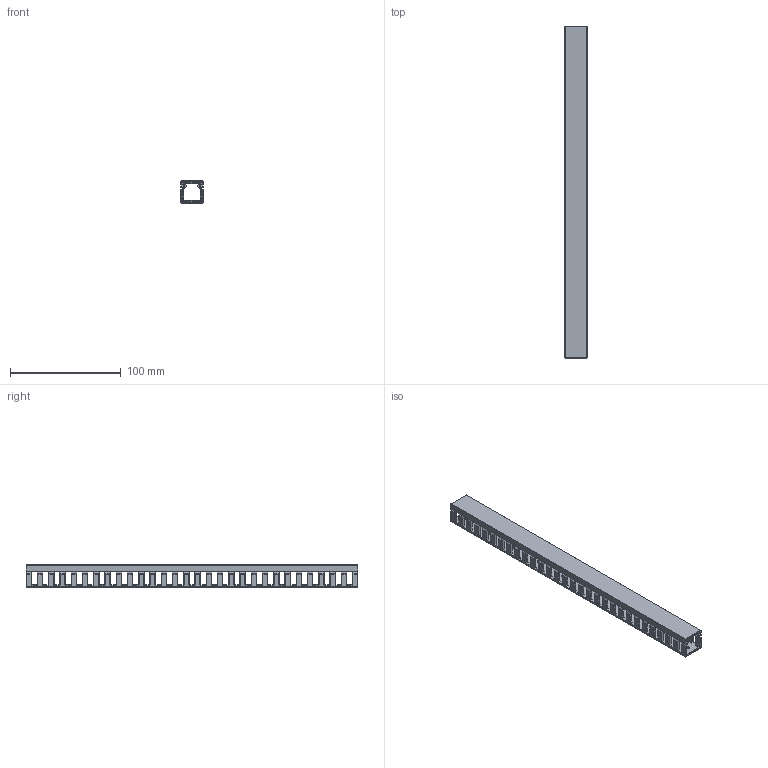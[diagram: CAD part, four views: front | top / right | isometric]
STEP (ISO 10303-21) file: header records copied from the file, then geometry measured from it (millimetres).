
FILE_DESCRIPTION(/* description */ (''),/* implementation_level */ '2;1');
FILE_NAME(/* name */ 'A-Cable_Duct_2020_300mm_Cap-T.stp',/* time_stamp */ '2020-10-19T15:24:02-07:00',/* author */ (''),/* organization */ (''),/* preprocessor_version */ 'ST-DEVELOPER v18.1',/* originating_system */ 'Autodesk Translation Framework v9.3.0.1241',/* authorisation */ '');
FILE_SCHEMA (('AUTOMOTIVE_DESIGN { 1 0 10303 214 3 1 1 }'));
Length unit declared in the file: millimetre
Products named in the file (1): Cable Duct
Bounding box: 20.28 x 300 x 19.9 mm (x, y, z)
Volume: 39609.6 mm3; surface area: 47094.4 mm2
Topology: 2 solids, 2 shells, 1400 faces, 3954 edges, 2422 vertices
Faces by surface type: plane 622, cylinder 558, torus 152, sphere 48, bspline 20
Full cylindrical faces by diameter (mm): 2.4 x10
Entity records: 45460 total; most frequent: CARTESIAN_POINT 8229, DIRECTION 8086, ORIENTED_EDGE 7868, EDGE_CURVE 3934, AXIS2_PLACEMENT_3D 2779, LINE 2528, VECTOR 2528, VERTEX_POINT 2422
